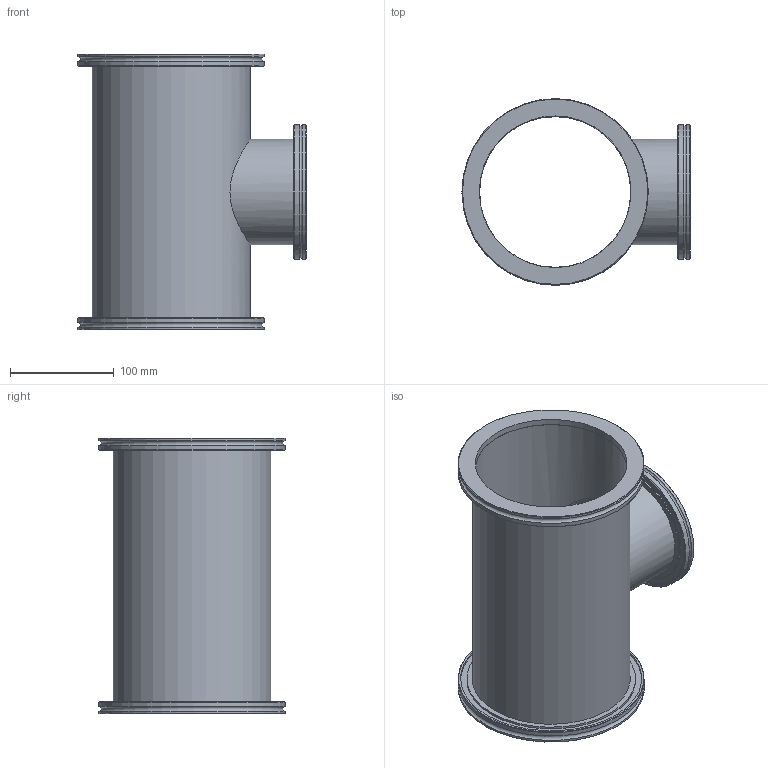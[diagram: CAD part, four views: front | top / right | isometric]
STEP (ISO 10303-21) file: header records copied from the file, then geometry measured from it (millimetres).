
FILE_DESCRIPTION(/* description */ (''),/* implementation_level */ '2;1');
FILE_NAME(/* name */ 'FL-RT160-100LF.stp',/* time_stamp */ '2019-01-25T11:29:30+00:00',/* author */ ('paul'),/* organization */ (''),/* preprocessor_version */ 'ST-DEVELOPER v17.2',/* originating_system */ 'Autodesk Inventor 2019',/* authorisation */ '');
FILE_SCHEMA (('AUTOMOTIVE_DESIGN { 1 0 10303 214 3 1 1 }'));
Length unit declared in the file: millimetre
Products named in the file (5): FL-RT160-100LF; Main tube; side tube; FL-160LF-W; FL-100LF-W
Assembly tree (5 placements, depth 2):
  FL-RT160-100LF
    Main tube
    side tube
    FL-160LF-W  x2
    FL-100LF-W
Bounding box: 220.3 x 180 x 266.6 mm (x, y, z)
Volume: 604682.7 mm3; surface area: 351904.3 mm2
Topology: 5 solids, 5 shells, 57 faces, 143 edges, 104 vertices
Faces by surface type: cylinder 25, plane 19, torus 7, cone 6
Full cylindrical faces by diameter (mm): 98.4 x1, 98.55 x1, 101.5 x1, 101.6 x2, 102.1 x1, 112.5 x1, 125 x1, 130 x2, 146 x1, 146.5 x2, 152.4 x1, 153 x2, 163 x2, 175 x2, 180 x4
Entity records: 1821 total; most frequent: CARTESIAN_POINT 508, DIRECTION 274, ORIENTED_EDGE 216, AXIS2_PLACEMENT_3D 125, EDGE_CURVE 108, VERTEX_POINT 78, CIRCLE 72, EDGE_LOOP 58
